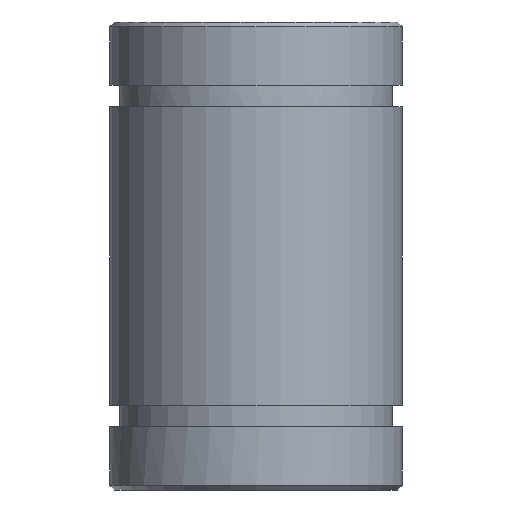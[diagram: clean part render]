
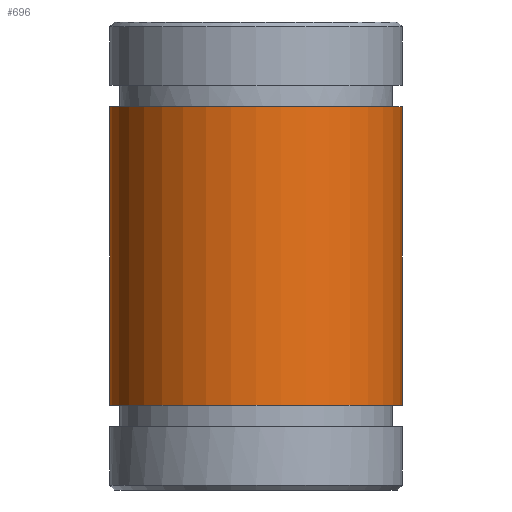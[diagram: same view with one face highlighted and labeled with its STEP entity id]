
A CAD part, front view. The second image highlights one B-rep face of the part: STEP entity #696.
In plain terms, the highlighted cylindrical face has radius 7.5 mm (diameter 15 mm), a partial arc.
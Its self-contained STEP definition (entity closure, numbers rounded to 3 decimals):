
#627=CARTESIAN_POINT('Axis2P3D Location',(0.,0.,0.)) ;
#632=CARTESIAN_POINT('Line Origine',(7.5,0.,0.)) ;
#636=CARTESIAN_POINT('Vertex',(7.5,0.,-7.65)) ;
#638=CARTESIAN_POINT('Vertex',(7.5,0.,7.65)) ;
#657=CARTESIAN_POINT('Vertex',(-7.5,0.,-7.65)) ;
#660=CARTESIAN_POINT('Line Origine',(-7.5,0.,0.)) ;
#664=CARTESIAN_POINT('Vertex',(-7.5,0.,7.65)) ;
#680=CARTESIAN_POINT('Axis2P3D Location',(0.,0.,-7.65)) ;
#685=CARTESIAN_POINT('Axis2P3D Location',(0.,0.,7.65)) ;
#634=VECTOR('Line Direction',#633,1.) ;
#662=VECTOR('Line Direction',#661,1.) ;
#628=DIRECTION('Axis2P3D Direction',(0.,0.,1.)) ;
#629=DIRECTION('Axis2P3D XDirection',(-1.,0.,0.)) ;
#633=DIRECTION('Vector Direction',(0.,0.,1.)) ;
#661=DIRECTION('Vector Direction',(0.,0.,1.)) ;
#681=DIRECTION('Axis2P3D Direction',(0.,0.,1.)) ;
#686=DIRECTION('Axis2P3D Direction',(0.,0.,1.)) ;
#630=AXIS2_PLACEMENT_3D('Cylinder Axis2P3D',#627,#628,#629) ;
#682=AXIS2_PLACEMENT_3D('Circle Axis2P3D',#680,#681,$) ;
#687=AXIS2_PLACEMENT_3D('Circle Axis2P3D',#685,#686,$) ;
#635=LINE('Line',#632,#634) ;
#663=LINE('Line',#660,#662) ;
#683=CIRCLE('generated circle',#682,7.5) ;
#688=CIRCLE('generated circle',#687,7.5) ;
#631=CYLINDRICAL_SURFACE('generated cylinder',#630,7.5) ;
#640=EDGE_CURVE('',#637,#639,#635,.T.) ;
#666=EDGE_CURVE('',#665,#658,#663,.F.) ;
#684=EDGE_CURVE('',#658,#637,#683,.T.) ;
#689=EDGE_CURVE('',#639,#665,#688,.F.) ;
#690=EDGE_LOOP('',(#691,#692,#693,#694)) ;
#691=ORIENTED_EDGE('',*,*,#666,.T.) ;
#692=ORIENTED_EDGE('',*,*,#684,.T.) ;
#693=ORIENTED_EDGE('',*,*,#640,.T.) ;
#694=ORIENTED_EDGE('',*,*,#689,.T.) ;
#637=VERTEX_POINT('',#636) ;
#639=VERTEX_POINT('',#638) ;
#658=VERTEX_POINT('',#657) ;
#665=VERTEX_POINT('',#664) ;
#696=ADVANCED_FACE('Main Body',(#695),#631,.T.) ;
#695=FACE_OUTER_BOUND('',#690,.T.) ;
